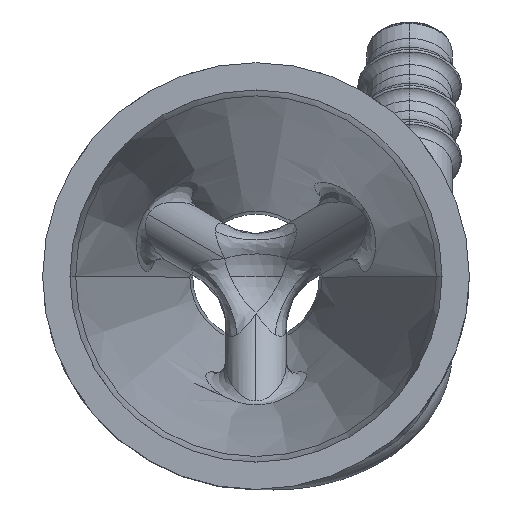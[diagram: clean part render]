
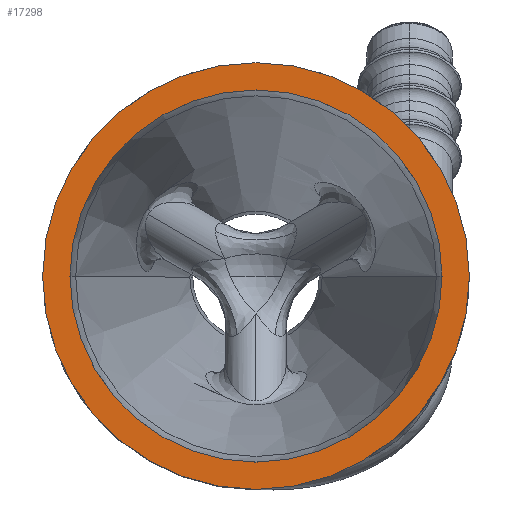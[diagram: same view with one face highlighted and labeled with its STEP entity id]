
A CAD part, top view. The second image highlights one B-rep face of the part: STEP entity #17298.
In plain terms, the highlighted planar face has unit normal (0, 0, 1).
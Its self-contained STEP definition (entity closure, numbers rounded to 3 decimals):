
#859 = CARTESIAN_POINT ( 'NONE',  ( -12.5, 0., 0. ) ) ;
#981 = FACE_BOUND ( 'NONE', #26007, .T. ) ;
#1035 = CARTESIAN_POINT ( 'NONE',  ( 10.9, 0., 0. ) ) ;
#1056 = CIRCLE ( 'NONE', #18858, 10.9 ) ;
#1087 = ORIENTED_EDGE ( 'NONE', *, *, #19963, .T. ) ;
#2963 = EDGE_CURVE ( 'NONE', #24719, #7956, #21245, .T. ) ;
#4621 = CARTESIAN_POINT ( 'NONE',  ( 0., 0., 0. ) ) ;
#5654 = CARTESIAN_POINT ( 'NONE',  ( 12.5, 0., 0. ) ) ;
#6369 = AXIS2_PLACEMENT_3D ( 'NONE', #14423, #28550, #12115 ) ;
#6401 = DIRECTION ( 'NONE',  ( 0., 0., 1. ) ) ;
#7121 = CIRCLE ( 'NONE', #7697, 12.5 ) ;
#7697 = AXIS2_PLACEMENT_3D ( 'NONE', #4621, #18552, #35211 ) ;
#7956 = VERTEX_POINT ( 'NONE', #1035 ) ;
#8530 = DIRECTION ( 'NONE',  ( 0., 0., 1. ) ) ;
#9647 = ORIENTED_EDGE ( 'NONE', *, *, #2963, .F. ) ;
#10729 = AXIS2_PLACEMENT_3D ( 'NONE', #20208, #6401, #28637 ) ;
#10936 = FACE_OUTER_BOUND ( 'NONE', #28102, .T. ) ;
#12115 = DIRECTION ( 'NONE',  ( 1., 0., 0. ) ) ;
#12516 = EDGE_CURVE ( 'NONE', #16293, #14881, #7121, .T. ) ;
#14423 = CARTESIAN_POINT ( 'NONE',  ( 0., 0., 0. ) ) ;
#14532 = PLANE ( 'NONE',  #6369 ) ;
#14881 = VERTEX_POINT ( 'NONE', #859 ) ;
#16293 = VERTEX_POINT ( 'NONE', #5654 ) ;
#17298 = ADVANCED_FACE ( 'NONE', ( #10936, #981 ), #14532, .T. ) ;
#17408 = AXIS2_PLACEMENT_3D ( 'NONE', #19704, #8530, #27997 ) ;
#18428 = DIRECTION ( 'NONE',  ( 0., 0., 1. ) ) ;
#18552 = DIRECTION ( 'NONE',  ( 0., 0., 1. ) ) ;
#18858 = AXIS2_PLACEMENT_3D ( 'NONE', #21476, #18428, #21592 ) ;
#19578 = ORIENTED_EDGE ( 'NONE', *, *, #12516, .T. ) ;
#19704 = CARTESIAN_POINT ( 'NONE',  ( 0., 0., 0. ) ) ;
#19963 = EDGE_CURVE ( 'NONE', #14881, #16293, #28314, .T. ) ;
#20208 = CARTESIAN_POINT ( 'NONE',  ( 0., 0., 0. ) ) ;
#21245 = CIRCLE ( 'NONE', #10729, 10.9 ) ;
#21476 = CARTESIAN_POINT ( 'NONE',  ( 0., 0., 0. ) ) ;
#21592 = DIRECTION ( 'NONE',  ( 1., 0., 0. ) ) ;
#21923 = ORIENTED_EDGE ( 'NONE', *, *, #30899, .F. ) ;
#24719 = VERTEX_POINT ( 'NONE', #35207 ) ;
#26007 = EDGE_LOOP ( 'NONE', ( #21923, #9647 ) ) ;
#27997 = DIRECTION ( 'NONE',  ( 1., 0., 0. ) ) ;
#28102 = EDGE_LOOP ( 'NONE', ( #19578, #1087 ) ) ;
#28314 = CIRCLE ( 'NONE', #17408, 12.5 ) ;
#28550 = DIRECTION ( 'NONE',  ( 0., 0., 1. ) ) ;
#28637 = DIRECTION ( 'NONE',  ( 1., 0., 0. ) ) ;
#30899 = EDGE_CURVE ( 'NONE', #7956, #24719, #1056, .T. ) ;
#35207 = CARTESIAN_POINT ( 'NONE',  ( -10.9, 0., 0. ) ) ;
#35211 = DIRECTION ( 'NONE',  ( 1., 0., 0. ) ) ;
